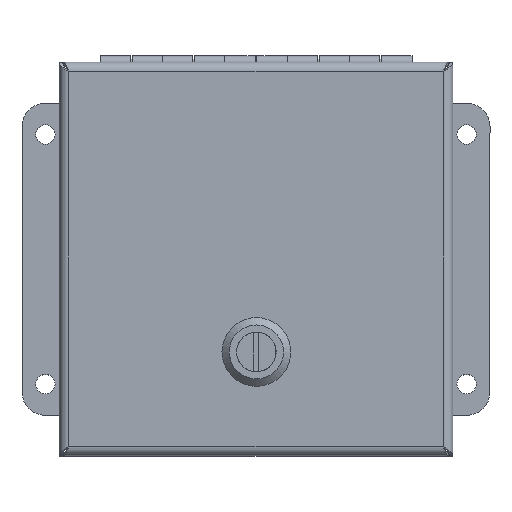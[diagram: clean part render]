
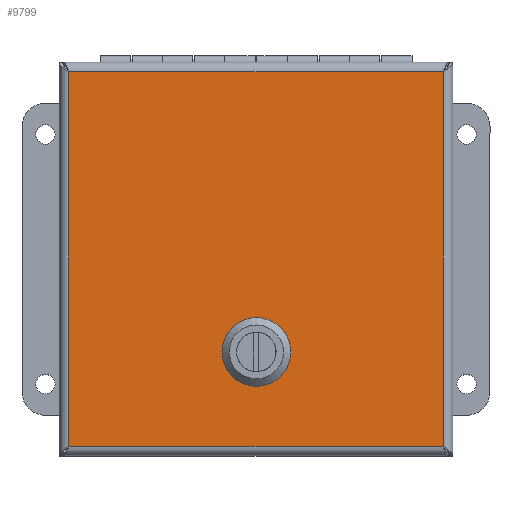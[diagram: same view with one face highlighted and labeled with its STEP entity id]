
A CAD part, top view. The second image highlights one B-rep face of the part: STEP entity #9799.
In plain terms, the highlighted face is planar.
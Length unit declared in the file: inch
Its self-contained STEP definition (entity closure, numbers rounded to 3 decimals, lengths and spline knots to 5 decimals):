
#237=FACE_BOUND('',#1627,.T.);
#292=CIRCLE('',#10699,0.45);
#294=CIRCLE('',#10703,0.45);
#296=CIRCLE('',#10707,0.45);
#298=CIRCLE('',#10711,0.45);
#1042=FACE_OUTER_BOUND('',#1626,.T.);
#1626=EDGE_LOOP('',(#6514,#6515,#6516,#6517));
#1627=EDGE_LOOP('',(#6518,#6519,#6520,#6521,#6522,#6523,#6524,#6525));
#2251=LINE('',#14648,#3154);
#2273=LINE('',#14829,#3176);
#2284=LINE('',#15015,#3187);
#2288=LINE('',#15027,#3191);
#2292=LINE('',#15039,#3195);
#2296=LINE('',#15050,#3199);
#2298=LINE('',#15054,#3201);
#2300=LINE('',#15057,#3203);
#3154=VECTOR('',#11695,0.3937);
#3176=VECTOR('',#11737,0.3937);
#3187=VECTOR('',#11766,0.3937);
#3191=VECTOR('',#11778,0.3937);
#3195=VECTOR('',#11790,0.3937);
#3199=VECTOR('',#11802,0.3937);
#3201=VECTOR('',#11808,0.3937);
#3203=VECTOR('',#11812,0.3937);
#4035=VERTEX_POINT('',#14523);
#4050=VERTEX_POINT('',#14647);
#4060=VERTEX_POINT('',#14744);
#4070=VERTEX_POINT('',#14823);
#4071=VERTEX_POINT('',#15005);
#4072=VERTEX_POINT('',#15006);
#4075=VERTEX_POINT('',#15014);
#4077=VERTEX_POINT('',#15020);
#4079=VERTEX_POINT('',#15026);
#4081=VERTEX_POINT('',#15032);
#4083=VERTEX_POINT('',#15038);
#4085=VERTEX_POINT('',#15044);
#4934=EDGE_CURVE('',#4050,#4035,#2251,.T.);
#4969=EDGE_CURVE('',#4060,#4070,#2273,.T.);
#4983=EDGE_CURVE('',#4071,#4072,#292,.T.);
#4987=EDGE_CURVE('',#4075,#4071,#2284,.T.);
#4990=EDGE_CURVE('',#4077,#4075,#294,.T.);
#4993=EDGE_CURVE('',#4079,#4077,#2288,.T.);
#4996=EDGE_CURVE('',#4081,#4079,#296,.T.);
#4999=EDGE_CURVE('',#4083,#4081,#2292,.T.);
#5002=EDGE_CURVE('',#4085,#4083,#298,.T.);
#5005=EDGE_CURVE('',#4072,#4085,#2296,.T.);
#5007=EDGE_CURVE('',#4070,#4050,#2298,.T.);
#5009=EDGE_CURVE('',#4035,#4060,#2300,.T.);
#6514=ORIENTED_EDGE('',*,*,#4969,.T.);
#6515=ORIENTED_EDGE('',*,*,#5007,.T.);
#6516=ORIENTED_EDGE('',*,*,#4934,.T.);
#6517=ORIENTED_EDGE('',*,*,#5009,.T.);
#6518=ORIENTED_EDGE('',*,*,#4983,.T.);
#6519=ORIENTED_EDGE('',*,*,#5005,.T.);
#6520=ORIENTED_EDGE('',*,*,#5002,.T.);
#6521=ORIENTED_EDGE('',*,*,#4999,.T.);
#6522=ORIENTED_EDGE('',*,*,#4996,.T.);
#6523=ORIENTED_EDGE('',*,*,#4993,.T.);
#6524=ORIENTED_EDGE('',*,*,#4990,.T.);
#6525=ORIENTED_EDGE('',*,*,#4987,.T.);
#9142=PLANE('',#10718);
#9799=ADVANCED_FACE('',(#1042,#237),#9142,.F.);
#10699=AXIS2_PLACEMENT_3D('',#15007,#11758,#11759);
#10703=AXIS2_PLACEMENT_3D('',#15021,#11771,#11772);
#10707=AXIS2_PLACEMENT_3D('',#15033,#11783,#11784);
#10711=AXIS2_PLACEMENT_3D('',#15045,#11795,#11796);
#10718=AXIS2_PLACEMENT_3D('',#15059,#11815,#11816);
#11695=DIRECTION('',(0.,1.,0.));
#11737=DIRECTION('',(0.,-1.,0.));
#11758=DIRECTION('center_axis',(0.,0.,1.));
#11759=DIRECTION('ref_axis',(-0.889,0.458,0.));
#11766=DIRECTION('',(-1.,0.,0.));
#11771=DIRECTION('center_axis',(0.,0.,1.));
#11772=DIRECTION('ref_axis',(0.458,0.889,0.));
#11778=DIRECTION('',(0.,1.,0.));
#11783=DIRECTION('center_axis',(0.,0.,1.));
#11784=DIRECTION('ref_axis',(0.889,-0.458,0.));
#11790=DIRECTION('',(1.,0.,0.));
#11795=DIRECTION('center_axis',(0.,0.,1.));
#11796=DIRECTION('ref_axis',(-0.458,-0.889,0.));
#11802=DIRECTION('',(0.,-1.,0.));
#11808=DIRECTION('',(-1.,0.,0.));
#11812=DIRECTION('',(1.,0.,0.));
#11815=DIRECTION('center_axis',(0.,0.,1.));
#11816=DIRECTION('ref_axis',(1.,0.,0.));
#14523=CARTESIAN_POINT('',(0.15275,6.15975,0.));
#14647=CARTESIAN_POINT('',(0.15275,0.15275,0.));
#14648=CARTESIAN_POINT('',(0.15275,1.6545,0.));
#14744=CARTESIAN_POINT('',(6.15975,6.15975,0.));
#14823=CARTESIAN_POINT('',(6.15975,0.15275,0.));
#14829=CARTESIAN_POINT('',(6.15975,4.658,0.));
#15005=CARTESIAN_POINT('',(4.44634,3.55625,0.));
#15006=CARTESIAN_POINT('',(4.2525,3.36241,0.));
#15007=CARTESIAN_POINT('Origin',(4.6525,3.15625,0.));
#15014=CARTESIAN_POINT('',(4.85866,3.55625,0.));
#15015=CARTESIAN_POINT('',(4.00745,3.55625,0.));
#15020=CARTESIAN_POINT('',(5.0525,3.36241,0.));
#15021=CARTESIAN_POINT('Origin',(4.6525,3.15625,0.));
#15026=CARTESIAN_POINT('',(5.0525,2.95009,0.));
#15027=CARTESIAN_POINT('',(5.0525,3.05317,0.));
#15032=CARTESIAN_POINT('',(4.85866,2.75625,0.));
#15033=CARTESIAN_POINT('Origin',(4.6525,3.15625,0.));
#15038=CARTESIAN_POINT('',(4.44634,2.75625,0.));
#15039=CARTESIAN_POINT('',(3.8013,2.75625,0.));
#15044=CARTESIAN_POINT('',(4.2525,2.95009,0.));
#15045=CARTESIAN_POINT('Origin',(4.6525,3.15625,0.));
#15050=CARTESIAN_POINT('',(4.2525,3.25933,0.));
#15054=CARTESIAN_POINT('',(4.658,0.15275,0.));
#15057=CARTESIAN_POINT('',(1.6545,6.15975,0.));
#15059=CARTESIAN_POINT('Origin',(3.15625,3.15625,0.));
